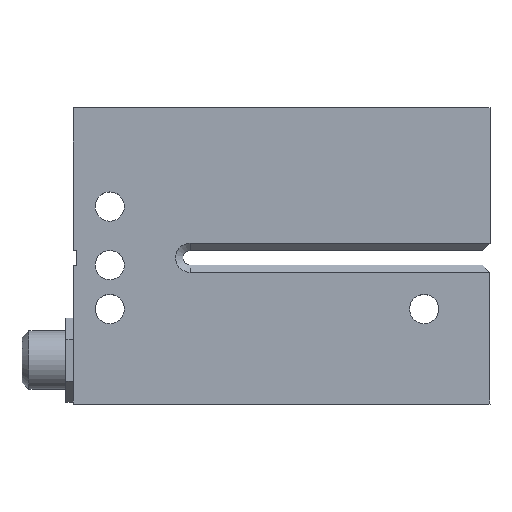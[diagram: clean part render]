
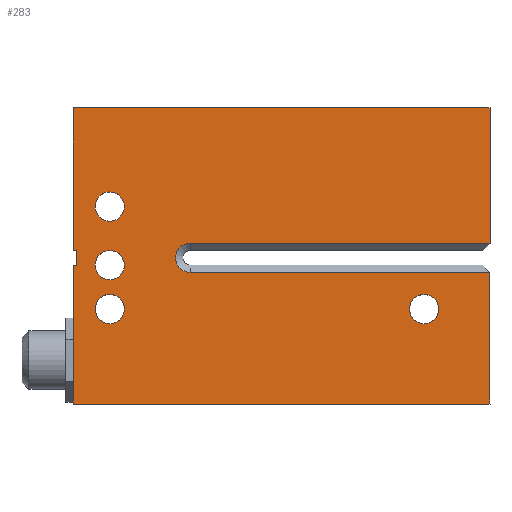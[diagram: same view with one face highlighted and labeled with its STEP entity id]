
A CAD part, top view. The second image highlights one B-rep face of the part: STEP entity #283.
In plain terms, the highlighted planar face has unit normal (0, 0, 1).
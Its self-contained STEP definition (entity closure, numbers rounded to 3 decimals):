
#283=ADVANCED_FACE('',(#582,#583,#584,#585,#586),#587,.T.);
#582=FACE_BOUND('',#894,.T.);
#583=FACE_BOUND('',#895,.T.);
#584=FACE_BOUND('',#896,.T.);
#585=FACE_BOUND('',#897,.T.);
#586=FACE_OUTER_BOUND('',#898,.T.);
#587=PLANE('',#899);
#894=EDGE_LOOP('',(#1644,#1645));
#895=EDGE_LOOP('',(#1646,#1647));
#896=EDGE_LOOP('',(#1648,#1649));
#897=EDGE_LOOP('',(#1650,#1651));
#898=EDGE_LOOP('',(#1652,#1653,#1654,#1655,#1656,#1657,#1658,#1659,#1660,#1661,#1662,#1663));
#899=AXIS2_PLACEMENT_3D('',#1664,#1665,#1666);
#1644=ORIENTED_EDGE('',*,*,#1820,.T.);
#1645=ORIENTED_EDGE('',*,*,#1994,.T.);
#1646=ORIENTED_EDGE('',*,*,#1815,.T.);
#1647=ORIENTED_EDGE('',*,*,#1997,.T.);
#1648=ORIENTED_EDGE('',*,*,#1810,.T.);
#1649=ORIENTED_EDGE('',*,*,#2000,.T.);
#1650=ORIENTED_EDGE('',*,*,#1805,.T.);
#1651=ORIENTED_EDGE('',*,*,#2003,.T.);
#1652=ORIENTED_EDGE('',*,*,#2053,.T.);
#1653=ORIENTED_EDGE('',*,*,#2049,.T.);
#1654=ORIENTED_EDGE('',*,*,#2065,.T.);
#1655=ORIENTED_EDGE('',*,*,#2077,.F.);
#1656=ORIENTED_EDGE('',*,*,#2078,.F.);
#1657=ORIENTED_EDGE('',*,*,#2079,.F.);
#1658=ORIENTED_EDGE('',*,*,#2080,.F.);
#1659=ORIENTED_EDGE('',*,*,#2081,.F.);
#1660=ORIENTED_EDGE('',*,*,#2082,.F.);
#1661=ORIENTED_EDGE('',*,*,#2083,.F.);
#1662=ORIENTED_EDGE('',*,*,#2084,.F.);
#1663=ORIENTED_EDGE('',*,*,#2085,.F.);
#1664=CARTESIAN_POINT('',(30.287,-20.325,10.0));
#1665=DIRECTION('',(0.0,0.0,1.0));
#1666=DIRECTION('',(1.0,0.0,0.0));
#1805=EDGE_CURVE('',#2145,#2142,#2146,.T.);
#1810=EDGE_CURVE('',#2154,#2151,#2155,.T.);
#1815=EDGE_CURVE('',#2163,#2160,#2164,.T.);
#1820=EDGE_CURVE('',#2172,#2169,#2173,.T.);
#1994=EDGE_CURVE('',#2169,#2172,#2428,.T.);
#1997=EDGE_CURVE('',#2160,#2163,#2431,.T.);
#2000=EDGE_CURVE('',#2151,#2154,#2434,.T.);
#2003=EDGE_CURVE('',#2142,#2145,#2437,.T.);
#2049=EDGE_CURVE('',#2504,#2502,#2505,.T.);
#2053=EDGE_CURVE('',#2510,#2504,#2511,.T.);
#2065=EDGE_CURVE('',#2502,#2526,#2529,.T.);
#2077=EDGE_CURVE('',#2541,#2526,#2542,.T.);
#2078=EDGE_CURVE('',#2543,#2541,#2544,.T.);
#2079=EDGE_CURVE('',#2545,#2543,#2546,.T.);
#2080=EDGE_CURVE('',#2547,#2545,#2548,.T.);
#2081=EDGE_CURVE('',#2549,#2547,#2550,.T.);
#2082=EDGE_CURVE('',#2551,#2549,#2552,.T.);
#2083=EDGE_CURVE('',#2553,#2551,#2554,.T.);
#2084=EDGE_CURVE('',#2555,#2553,#2556,.T.);
#2085=EDGE_CURVE('',#2510,#2555,#2557,.T.);
#2142=VERTEX_POINT('',#2628);
#2145=VERTEX_POINT('',#2632);
#2146=CIRCLE('',#2633,2.0);
#2151=VERTEX_POINT('',#2639);
#2154=VERTEX_POINT('',#2643);
#2155=CIRCLE('',#2644,2.0);
#2160=VERTEX_POINT('',#2650);
#2163=VERTEX_POINT('',#2654);
#2164=CIRCLE('',#2655,2.0);
#2169=VERTEX_POINT('',#2661);
#2172=VERTEX_POINT('',#2665);
#2173=CIRCLE('',#2666,2.0);
#2428=CIRCLE('',#3034,2.0);
#2431=CIRCLE('',#3037,2.0);
#2434=CIRCLE('',#3040,2.0);
#2437=CIRCLE('',#3043,2.0);
#2502=VERTEX_POINT('',#3151);
#2504=VERTEX_POINT('',#3154);
#2505=CIRCLE('',#3155,2.0);
#2510=VERTEX_POINT('',#3162);
#2511=LINE('',#3163,#3164);
#2526=VERTEX_POINT('',#3186);
#2529=LINE('',#3190,#3191);
#2541=VERTEX_POINT('',#3209);
#2542=LINE('',#3210,#3211);
#2543=VERTEX_POINT('',#3212);
#2544=LINE('',#3213,#3214);
#2545=VERTEX_POINT('',#3215);
#2546=LINE('',#3216,#3217);
#2547=VERTEX_POINT('',#3218);
#2548=LINE('',#3219,#3220);
#2549=VERTEX_POINT('',#3221);
#2550=LINE('',#3222,#3223);
#2551=VERTEX_POINT('',#3224);
#2552=LINE('',#3225,#3226);
#2553=VERTEX_POINT('',#3227);
#2554=LINE('',#3228,#3229);
#2555=VERTEX_POINT('',#3230);
#2556=LINE('',#3231,#3232);
#2557=LINE('',#3233,#3234);
#2628=CARTESIAN_POINT('',(7.0,-27.5,10.0));
#2632=CARTESIAN_POINT('',(3.0,-27.5,10.0));
#2633=AXIS2_PLACEMENT_3D('',#3315,#3316,#3317);
#2639=CARTESIAN_POINT('',(7.0,-21.5,10.0));
#2643=CARTESIAN_POINT('',(3.0,-21.5,10.0));
#2644=AXIS2_PLACEMENT_3D('',#3323,#3324,#3325);
#2650=CARTESIAN_POINT('',(7.0,-13.5,10.0));
#2654=CARTESIAN_POINT('',(3.0,-13.5,10.0));
#2655=AXIS2_PLACEMENT_3D('',#3331,#3332,#3333);
#2661=CARTESIAN_POINT('',(50.0,-27.5,10.0));
#2665=CARTESIAN_POINT('',(46.0,-27.5,10.0));
#2666=AXIS2_PLACEMENT_3D('',#3339,#3340,#3341);
#3034=AXIS2_PLACEMENT_3D('',#3485,#3486,#3487);
#3037=AXIS2_PLACEMENT_3D('',#3491,#3492,#3493);
#3040=AXIS2_PLACEMENT_3D('',#3497,#3498,#3499);
#3043=AXIS2_PLACEMENT_3D('',#3503,#3504,#3505);
#3151=CARTESIAN_POINT('',(16.0,-18.5,10.0));
#3154=CARTESIAN_POINT('',(16.0,-22.5,10.0));
#3155=AXIS2_PLACEMENT_3D('',#3551,#3552,#3553);
#3162=CARTESIAN_POINT('',(57.,-22.5,10.0));
#3163=CARTESIAN_POINT('',(23.143,-22.5,10.0));
#3164=VECTOR('',#3556,1.0);
#3186=CARTESIAN_POINT('',(57.0,-18.5,10.0));
#3190=CARTESIAN_POINT('',(65.143,-18.5,10.0));
#3191=VECTOR('',#3565,1.0);
#3209=CARTESIAN_POINT('',(57.0,0.0,10.0));
#3210=CARTESIAN_POINT('',(57.0,0.0,10.0));
#3211=VECTOR('',#3572,1.0);
#3212=CARTESIAN_POINT('',(0.0,0.0,10.0));
#3213=CARTESIAN_POINT('',(0.0,0.0,10.0));
#3214=VECTOR('',#3573,1.0);
#3215=CARTESIAN_POINT('',(0.,-19.5,10.0));
#3216=CARTESIAN_POINT('',(0.,-19.5,10.0));
#3217=VECTOR('',#3574,1.0);
#3218=CARTESIAN_POINT('',(0.5,-19.5,10.0));
#3219=CARTESIAN_POINT('',(0.5,-19.5,10.0));
#3220=VECTOR('',#3575,1.0);
#3221=CARTESIAN_POINT('',(0.5,-21.5,10.0));
#3222=CARTESIAN_POINT('',(0.5,-21.5,10.0));
#3223=VECTOR('',#3576,1.0);
#3224=CARTESIAN_POINT('',(0.,-21.5,10.0));
#3225=CARTESIAN_POINT('',(0.,-21.5,10.0));
#3226=VECTOR('',#3577,1.0);
#3227=CARTESIAN_POINT('',(0.,-40.5,10.0));
#3228=CARTESIAN_POINT('',(0.,-40.5,10.0));
#3229=VECTOR('',#3578,1.0);
#3230=CARTESIAN_POINT('',(57.0,-40.5,10.0));
#3231=CARTESIAN_POINT('',(0.,-40.5,10.0));
#3232=VECTOR('',#3579,1.0);
#3233=CARTESIAN_POINT('',(57.0,-22.5,10.0));
#3234=VECTOR('',#3580,1.0);
#3315=CARTESIAN_POINT('',(5.0,-27.5,10.0));
#3316=DIRECTION('',(0.0,0.0,-1.0));
#3317=DIRECTION('',(1.0,0.0,0.0));
#3323=CARTESIAN_POINT('',(5.0,-21.5,10.0));
#3324=DIRECTION('',(0.0,0.0,-1.0));
#3325=DIRECTION('',(1.0,0.0,0.0));
#3331=CARTESIAN_POINT('',(5.0,-13.5,10.0));
#3332=DIRECTION('',(0.0,0.0,-1.0));
#3333=DIRECTION('',(1.0,0.0,0.0));
#3339=CARTESIAN_POINT('',(48.0,-27.5,10.0));
#3340=DIRECTION('',(0.0,0.0,-1.0));
#3341=DIRECTION('',(1.0,0.0,0.0));
#3485=CARTESIAN_POINT('',(48.0,-27.5,10.0));
#3486=DIRECTION('',(0.0,0.0,-1.0));
#3487=DIRECTION('',(1.0,0.0,0.0));
#3491=CARTESIAN_POINT('',(5.0,-13.5,10.0));
#3492=DIRECTION('',(0.0,0.0,-1.0));
#3493=DIRECTION('',(1.0,0.0,0.0));
#3497=CARTESIAN_POINT('',(5.0,-21.5,10.0));
#3498=DIRECTION('',(0.0,0.0,-1.0));
#3499=DIRECTION('',(1.0,0.0,0.0));
#3503=CARTESIAN_POINT('',(5.0,-27.5,10.0));
#3504=DIRECTION('',(0.0,0.0,-1.0));
#3505=DIRECTION('',(1.0,0.0,0.0));
#3551=CARTESIAN_POINT('',(16.0,-20.5,10.0));
#3552=DIRECTION('',(0.0,-0.0,-1.0));
#3553=DIRECTION('',(0.,-1.0,0.0));
#3556=DIRECTION('',(-1.0,-0.0,0.0));
#3565=DIRECTION('',(1.0,0.0,0.0));
#3572=DIRECTION('',(0.0,-1.0,0.0));
#3573=DIRECTION('',(1.0,0.0,0.0));
#3574=DIRECTION('',(0.,1.0,0.0));
#3575=DIRECTION('',(-1.0,0.0,0.0));
#3576=DIRECTION('',(0.,1.0,0.0));
#3577=DIRECTION('',(1.0,0.0,0.0));
#3578=DIRECTION('',(0.,1.0,0.0));
#3579=DIRECTION('',(-1.0,-0.0,-0.0));
#3580=DIRECTION('',(0.0,-1.0,0.0));
